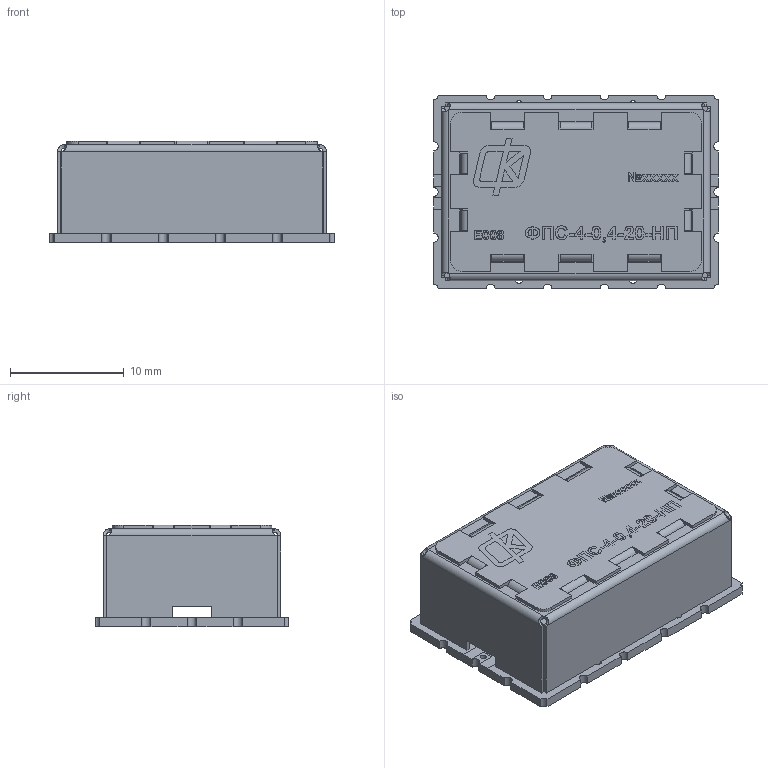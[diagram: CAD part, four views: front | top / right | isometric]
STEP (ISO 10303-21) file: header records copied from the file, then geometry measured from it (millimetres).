
FILE_DESCRIPTION(('STEP AP203'), '1');
FILE_NAME('ÍØÁÀ.468824.049_Ôèëüòð ÔÏÑ-4-0,4-20-ÍÏ', '', ('UNSPECIFIED'), ('UNSPECIFIED'), 'ASCON STEP Converter 1.6', 'ASCON Math Kernel', '');
FILE_SCHEMA(('CONFIG_CONTROL_DESIGN'));
Length unit declared in the file: millimetre
Products named in the file (1): НШБА.468824.049_Фильтр ФПС-4-0,4-20-НП
Bounding box: 25 x 17 x 8.91 mm (x, y, z)
Volume: 637.6 mm3; surface area: 2859.3 mm2
Topology: 1 solids, 1 shells, 685 faces, 1894 edges, 1220 vertices
Faces by surface type: plane 491, bspline 113, cylinder 81
Full cylindrical faces by diameter (mm): 0.5 x2, 0.7 x6
Entity records: 38748 total; most frequent: CARTESIAN_POINT 16588, ORIENTED_EDGE 3772, DIRECTION 2865, EDGE_CURVE 1886, LINE 1395, VECTOR 1395, VERTEX_POINT 1220, EDGE_LOOP 756
